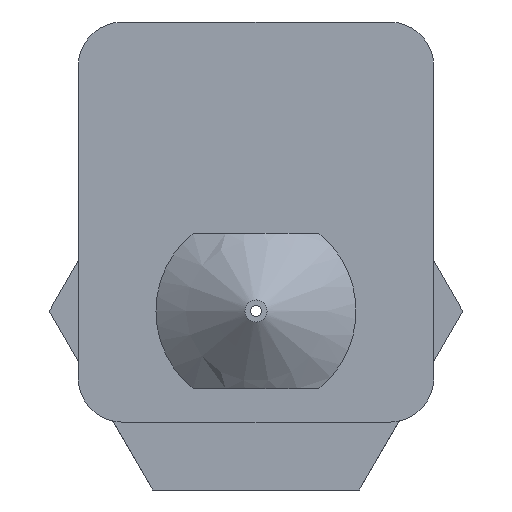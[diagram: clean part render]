
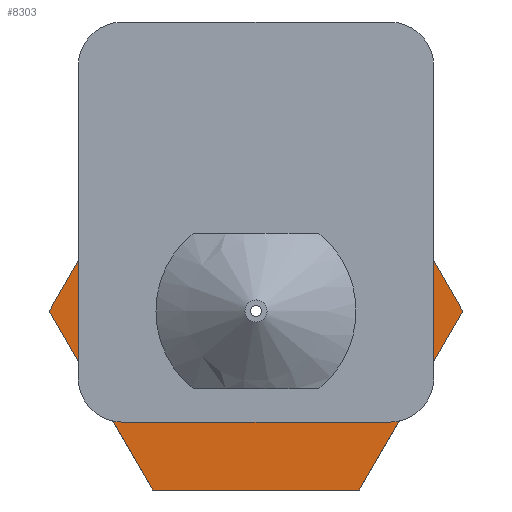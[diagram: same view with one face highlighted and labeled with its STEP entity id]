
A CAD part, front view. The second image highlights one B-rep face of the part: STEP entity #8303.
In plain terms, the highlighted planar face has unit normal (0, -1, 0).
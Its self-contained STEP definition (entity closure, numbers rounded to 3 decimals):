
#7863 = CYLINDRICAL_SURFACE('',#7864,3.);
#7864 = AXIS2_PLACEMENT_3D('',#7865,#7866,#7867);
#7865 = CARTESIAN_POINT('',(0.,3.2,0.));
#7866 = DIRECTION('',(-0.,-1.,-0.));
#7867 = DIRECTION('',(1.,0.,0.));
#7919 = VERTEX_POINT('',#7920);
#7920 = CARTESIAN_POINT('',(3.,0.,0.));
#7943 = EDGE_CURVE('',#7919,#7919,#7944,.T.);
#7944 = SURFACE_CURVE('',#7945,(#7950,#7957),.PCURVE_S1.);
#7945 = CIRCLE('',#7946,3.);
#7946 = AXIS2_PLACEMENT_3D('',#7947,#7948,#7949);
#7947 = CARTESIAN_POINT('',(0.,0.,0.));
#7948 = DIRECTION('',(0.,-1.,0.));
#7949 = DIRECTION('',(1.,0.,0.));
#7950 = PCURVE('',#7863,#7951);
#7951 = DEFINITIONAL_REPRESENTATION('',(#7952),#7956);
#7952 = LINE('',#7953,#7954);
#7953 = CARTESIAN_POINT('',(0.,3.2));
#7954 = VECTOR('',#7955,1.);
#7955 = DIRECTION('',(1.,0.));
#7956 = ( GEOMETRIC_REPRESENTATION_CONTEXT(2) 
PARAMETRIC_REPRESENTATION_CONTEXT() REPRESENTATION_CONTEXT('2D SPACE',''
  ) );
#7957 = PCURVE('',#7958,#7963);
#7958 = PLANE('',#7959);
#7959 = AXIS2_PLACEMENT_3D('',#7960,#7961,#7962);
#7960 = CARTESIAN_POINT('',(0.,0.,0.));
#7961 = DIRECTION('',(-0.,-1.,-0.));
#7962 = DIRECTION('',(1.,0.,0.));
#7963 = DEFINITIONAL_REPRESENTATION('',(#7964),#7968);
#7964 = CIRCLE('',#7965,3.);
#7965 = AXIS2_PLACEMENT_2D('',#7966,#7967);
#7966 = CARTESIAN_POINT('',(0.,0.));
#7967 = DIRECTION('',(1.,-0.));
#7968 = ( GEOMETRIC_REPRESENTATION_CONTEXT(2) 
PARAMETRIC_REPRESENTATION_CONTEXT() REPRESENTATION_CONTEXT('2D SPACE',''
  ) );
#8303 = ADVANCED_FACE('',(#8304,#8462),#7958,.T.);
#8304 = FACE_BOUND('',#8305,.F.);
#8305 = EDGE_LOOP('',(#8306,#8334,#8360,#8386,#8412,#8438));
#8306 = ORIENTED_EDGE('',*,*,#8307,.T.);
#8307 = EDGE_CURVE('',#8308,#8310,#8312,.T.);
#8308 = VERTEX_POINT('',#8309);
#8309 = CARTESIAN_POINT('',(9.295,0.,0.));
#8310 = VERTEX_POINT('',#8311);
#8311 = CARTESIAN_POINT('',(4.648,0.,-8.05));
#8312 = SURFACE_CURVE('',#8313,(#8317,#8323),.PCURVE_S1.);
#8313 = LINE('',#8314,#8315);
#8314 = CARTESIAN_POINT('',(8.133,0.,-2.013));
#8315 = VECTOR('',#8316,1.);
#8316 = DIRECTION('',(-0.5,0.,-0.866));
#8317 = PCURVE('',#7958,#8318);
#8318 = DEFINITIONAL_REPRESENTATION('',(#8319),#8322);
#8319 = B_SPLINE_CURVE_WITH_KNOTS('',1,(#8320,#8321),.UNSPECIFIED.,.F.,
  .F.,(2,2),(-2.324,6.972),.PIECEWISE_BEZIER_KNOTS.);
#8320 = CARTESIAN_POINT('',(9.295,0.));
#8321 = CARTESIAN_POINT('',(4.648,-8.05));
#8322 = ( GEOMETRIC_REPRESENTATION_CONTEXT(2) 
PARAMETRIC_REPRESENTATION_CONTEXT() REPRESENTATION_CONTEXT('2D SPACE',''
  ) );
#8323 = PCURVE('',#8324,#8329);
#8324 = PLANE('',#8325);
#8325 = AXIS2_PLACEMENT_3D('',#8326,#8327,#8328);
#8326 = CARTESIAN_POINT('',(9.295,5014.4,
    0.));
#8327 = DIRECTION('',(0.866,0.,-0.5));
#8328 = DIRECTION('',(-0.5,0.,-0.866));
#8329 = DEFINITIONAL_REPRESENTATION('',(#8330),#8333);
#8330 = B_SPLINE_CURVE_WITH_KNOTS('',1,(#8331,#8332),.UNSPECIFIED.,.F.,
  .F.,(2,2),(-2.324,6.972),.PIECEWISE_BEZIER_KNOTS.);
#8331 = CARTESIAN_POINT('',(0.,-5014.4));
#8332 = CARTESIAN_POINT('',(9.295,-5014.4));
#8333 = ( GEOMETRIC_REPRESENTATION_CONTEXT(2) 
PARAMETRIC_REPRESENTATION_CONTEXT() REPRESENTATION_CONTEXT('2D SPACE',''
  ) );
#8334 = ORIENTED_EDGE('',*,*,#8335,.T.);
#8335 = EDGE_CURVE('',#8310,#8336,#8338,.T.);
#8336 = VERTEX_POINT('',#8337);
#8337 = CARTESIAN_POINT('',(-4.648,0.,-8.05));
#8338 = SURFACE_CURVE('',#8339,(#8343,#8349),.PCURVE_S1.);
#8339 = LINE('',#8340,#8341);
#8340 = CARTESIAN_POINT('',(2.324,0.,-8.05));
#8341 = VECTOR('',#8342,1.);
#8342 = DIRECTION('',(-1.,0.,0.));
#8343 = PCURVE('',#7958,#8344);
#8344 = DEFINITIONAL_REPRESENTATION('',(#8345),#8348);
#8345 = B_SPLINE_CURVE_WITH_KNOTS('',1,(#8346,#8347),.UNSPECIFIED.,.F.,
  .F.,(2,2),(-2.324,6.972),.PIECEWISE_BEZIER_KNOTS.);
#8346 = CARTESIAN_POINT('',(4.648,-8.05));
#8347 = CARTESIAN_POINT('',(-4.648,-8.05));
#8348 = ( GEOMETRIC_REPRESENTATION_CONTEXT(2) 
PARAMETRIC_REPRESENTATION_CONTEXT() REPRESENTATION_CONTEXT('2D SPACE',''
  ) );
#8349 = PCURVE('',#8350,#8355);
#8350 = PLANE('',#8351);
#8351 = AXIS2_PLACEMENT_3D('',#8352,#8353,#8354);
#8352 = CARTESIAN_POINT('',(4.648,5014.4,-8.05));
#8353 = DIRECTION('',(-0.,0.,-1.));
#8354 = DIRECTION('',(-1.,0.,0.));
#8355 = DEFINITIONAL_REPRESENTATION('',(#8356),#8359);
#8356 = B_SPLINE_CURVE_WITH_KNOTS('',1,(#8357,#8358),.UNSPECIFIED.,.F.,
  .F.,(2,2),(-2.324,6.972),.PIECEWISE_BEZIER_KNOTS.);
#8357 = CARTESIAN_POINT('',(0.,-5014.4));
#8358 = CARTESIAN_POINT('',(9.295,-5014.4));
#8359 = ( GEOMETRIC_REPRESENTATION_CONTEXT(2) 
PARAMETRIC_REPRESENTATION_CONTEXT() REPRESENTATION_CONTEXT('2D SPACE',''
  ) );
#8360 = ORIENTED_EDGE('',*,*,#8361,.T.);
#8361 = EDGE_CURVE('',#8336,#8362,#8364,.T.);
#8362 = VERTEX_POINT('',#8363);
#8363 = CARTESIAN_POINT('',(-9.295,0.,0.));
#8364 = SURFACE_CURVE('',#8365,(#8369,#8375),.PCURVE_S1.);
#8365 = LINE('',#8366,#8367);
#8366 = CARTESIAN_POINT('',(-5.81,0.,
    -6.038));
#8367 = VECTOR('',#8368,1.);
#8368 = DIRECTION('',(-0.5,0.,0.866));
#8369 = PCURVE('',#7958,#8370);
#8370 = DEFINITIONAL_REPRESENTATION('',(#8371),#8374);
#8371 = B_SPLINE_CURVE_WITH_KNOTS('',1,(#8372,#8373),.UNSPECIFIED.,.F.,
  .F.,(2,2),(-2.324,6.972),.PIECEWISE_BEZIER_KNOTS.);
#8372 = CARTESIAN_POINT('',(-4.648,-8.05));
#8373 = CARTESIAN_POINT('',(-9.295,0.));
#8374 = ( GEOMETRIC_REPRESENTATION_CONTEXT(2) 
PARAMETRIC_REPRESENTATION_CONTEXT() REPRESENTATION_CONTEXT('2D SPACE',''
  ) );
#8375 = PCURVE('',#8376,#8381);
#8376 = PLANE('',#8377);
#8377 = AXIS2_PLACEMENT_3D('',#8378,#8379,#8380);
#8378 = CARTESIAN_POINT('',(-4.648,5014.4,-8.05)
  );
#8379 = DIRECTION('',(-0.866,0.,-0.5));
#8380 = DIRECTION('',(-0.5,0.,0.866));
#8381 = DEFINITIONAL_REPRESENTATION('',(#8382),#8385);
#8382 = B_SPLINE_CURVE_WITH_KNOTS('',1,(#8383,#8384),.UNSPECIFIED.,.F.,
  .F.,(2,2),(-2.324,6.972),.PIECEWISE_BEZIER_KNOTS.);
#8383 = CARTESIAN_POINT('',(0.,-5014.4));
#8384 = CARTESIAN_POINT('',(9.295,-5014.4));
#8385 = ( GEOMETRIC_REPRESENTATION_CONTEXT(2) 
PARAMETRIC_REPRESENTATION_CONTEXT() REPRESENTATION_CONTEXT('2D SPACE',''
  ) );
#8386 = ORIENTED_EDGE('',*,*,#8387,.T.);
#8387 = EDGE_CURVE('',#8362,#8388,#8390,.T.);
#8388 = VERTEX_POINT('',#8389);
#8389 = CARTESIAN_POINT('',(-4.648,0.,8.05));
#8390 = SURFACE_CURVE('',#8391,(#8395,#8401),.PCURVE_S1.);
#8391 = LINE('',#8392,#8393);
#8392 = CARTESIAN_POINT('',(-8.133,0.,2.013)
  );
#8393 = VECTOR('',#8394,1.);
#8394 = DIRECTION('',(0.5,0.,0.866));
#8395 = PCURVE('',#7958,#8396);
#8396 = DEFINITIONAL_REPRESENTATION('',(#8397),#8400);
#8397 = B_SPLINE_CURVE_WITH_KNOTS('',1,(#8398,#8399),.UNSPECIFIED.,.F.,
  .F.,(2,2),(-2.324,6.972),.PIECEWISE_BEZIER_KNOTS.);
#8398 = CARTESIAN_POINT('',(-9.295,0.));
#8399 = CARTESIAN_POINT('',(-4.648,8.05));
#8400 = ( GEOMETRIC_REPRESENTATION_CONTEXT(2) 
PARAMETRIC_REPRESENTATION_CONTEXT() REPRESENTATION_CONTEXT('2D SPACE',''
  ) );
#8401 = PCURVE('',#8402,#8407);
#8402 = PLANE('',#8403);
#8403 = AXIS2_PLACEMENT_3D('',#8404,#8405,#8406);
#8404 = CARTESIAN_POINT('',(-9.295,5014.4,
    0.));
#8405 = DIRECTION('',(-0.866,0.,0.5));
#8406 = DIRECTION('',(0.5,0.,0.866));
#8407 = DEFINITIONAL_REPRESENTATION('',(#8408),#8411);
#8408 = B_SPLINE_CURVE_WITH_KNOTS('',1,(#8409,#8410),.UNSPECIFIED.,.F.,
  .F.,(2,2),(-2.324,6.972),.PIECEWISE_BEZIER_KNOTS.);
#8409 = CARTESIAN_POINT('',(0.,-5014.4));
#8410 = CARTESIAN_POINT('',(9.295,-5014.4));
#8411 = ( GEOMETRIC_REPRESENTATION_CONTEXT(2) 
PARAMETRIC_REPRESENTATION_CONTEXT() REPRESENTATION_CONTEXT('2D SPACE',''
  ) );
#8412 = ORIENTED_EDGE('',*,*,#8413,.T.);
#8413 = EDGE_CURVE('',#8388,#8414,#8416,.T.);
#8414 = VERTEX_POINT('',#8415);
#8415 = CARTESIAN_POINT('',(4.648,0.,8.05));
#8416 = SURFACE_CURVE('',#8417,(#8421,#8427),.PCURVE_S1.);
#8417 = LINE('',#8418,#8419);
#8418 = CARTESIAN_POINT('',(-2.324,0.,8.05));
#8419 = VECTOR('',#8420,1.);
#8420 = DIRECTION('',(1.,0.,0.));
#8421 = PCURVE('',#7958,#8422);
#8422 = DEFINITIONAL_REPRESENTATION('',(#8423),#8426);
#8423 = B_SPLINE_CURVE_WITH_KNOTS('',1,(#8424,#8425),.UNSPECIFIED.,.F.,
  .F.,(2,2),(-2.324,6.972),.PIECEWISE_BEZIER_KNOTS.);
#8424 = CARTESIAN_POINT('',(-4.648,8.05));
#8425 = CARTESIAN_POINT('',(4.648,8.05));
#8426 = ( GEOMETRIC_REPRESENTATION_CONTEXT(2) 
PARAMETRIC_REPRESENTATION_CONTEXT() REPRESENTATION_CONTEXT('2D SPACE',''
  ) );
#8427 = PCURVE('',#8428,#8433);
#8428 = PLANE('',#8429);
#8429 = AXIS2_PLACEMENT_3D('',#8430,#8431,#8432);
#8430 = CARTESIAN_POINT('',(-4.648,5014.4,8.05));
#8431 = DIRECTION('',(0.,0.,1.));
#8432 = DIRECTION('',(1.,0.,0.));
#8433 = DEFINITIONAL_REPRESENTATION('',(#8434),#8437);
#8434 = B_SPLINE_CURVE_WITH_KNOTS('',1,(#8435,#8436),.UNSPECIFIED.,.F.,
  .F.,(2,2),(-2.324,6.972),.PIECEWISE_BEZIER_KNOTS.);
#8435 = CARTESIAN_POINT('',(0.,-5014.4));
#8436 = CARTESIAN_POINT('',(9.295,-5014.4));
#8437 = ( GEOMETRIC_REPRESENTATION_CONTEXT(2) 
PARAMETRIC_REPRESENTATION_CONTEXT() REPRESENTATION_CONTEXT('2D SPACE',''
  ) );
#8438 = ORIENTED_EDGE('',*,*,#8439,.T.);
#8439 = EDGE_CURVE('',#8414,#8308,#8440,.T.);
#8440 = SURFACE_CURVE('',#8441,(#8445,#8451),.PCURVE_S1.);
#8441 = LINE('',#8442,#8443);
#8442 = CARTESIAN_POINT('',(5.81,0.,6.038));
#8443 = VECTOR('',#8444,1.);
#8444 = DIRECTION('',(0.5,0.,-0.866));
#8445 = PCURVE('',#7958,#8446);
#8446 = DEFINITIONAL_REPRESENTATION('',(#8447),#8450);
#8447 = B_SPLINE_CURVE_WITH_KNOTS('',1,(#8448,#8449),.UNSPECIFIED.,.F.,
  .F.,(2,2),(-2.324,6.972),.PIECEWISE_BEZIER_KNOTS.);
#8448 = CARTESIAN_POINT('',(4.648,8.05));
#8449 = CARTESIAN_POINT('',(9.295,0.));
#8450 = ( GEOMETRIC_REPRESENTATION_CONTEXT(2) 
PARAMETRIC_REPRESENTATION_CONTEXT() REPRESENTATION_CONTEXT('2D SPACE',''
  ) );
#8451 = PCURVE('',#8452,#8457);
#8452 = PLANE('',#8453);
#8453 = AXIS2_PLACEMENT_3D('',#8454,#8455,#8456);
#8454 = CARTESIAN_POINT('',(4.648,5014.4,8.05));
#8455 = DIRECTION('',(0.866,0.,0.5));
#8456 = DIRECTION('',(0.5,0.,-0.866));
#8457 = DEFINITIONAL_REPRESENTATION('',(#8458),#8461);
#8458 = B_SPLINE_CURVE_WITH_KNOTS('',1,(#8459,#8460),.UNSPECIFIED.,.F.,
  .F.,(2,2),(-2.324,6.972),.PIECEWISE_BEZIER_KNOTS.);
#8459 = CARTESIAN_POINT('',(0.,-5014.4));
#8460 = CARTESIAN_POINT('',(9.295,-5014.4));
#8461 = ( GEOMETRIC_REPRESENTATION_CONTEXT(2) 
PARAMETRIC_REPRESENTATION_CONTEXT() REPRESENTATION_CONTEXT('2D SPACE',''
  ) );
#8462 = FACE_BOUND('',#8463,.F.);
#8463 = EDGE_LOOP('',(#8464));
#8464 = ORIENTED_EDGE('',*,*,#7943,.T.);
